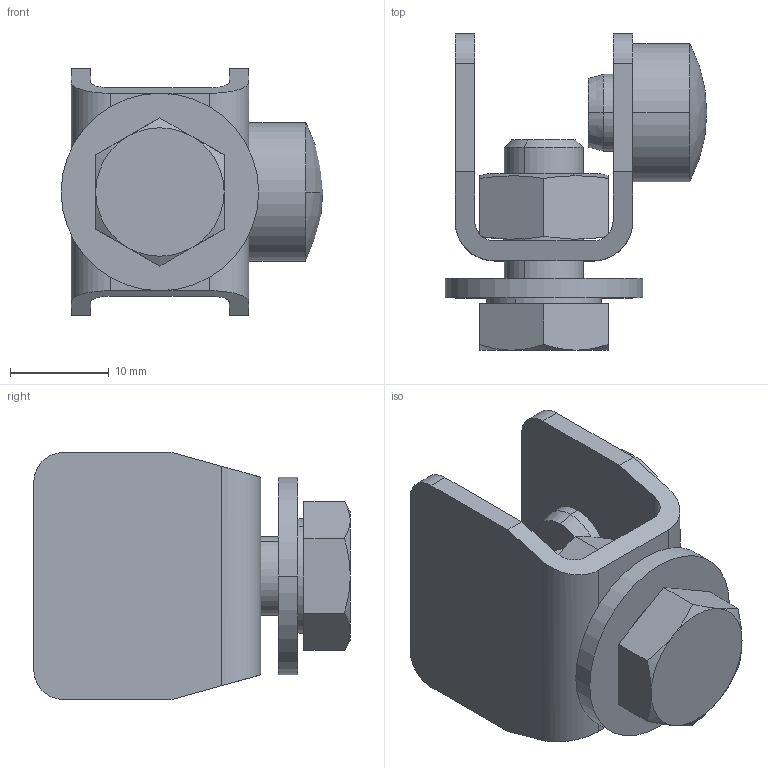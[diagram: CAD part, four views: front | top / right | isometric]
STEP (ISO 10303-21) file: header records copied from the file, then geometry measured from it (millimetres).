
FILE_DESCRIPTION (( 'STEP AP214' ), '1' );
FILE_NAME ('010080.STEP', '2015-07-07T13:21:57', ( '' ), ( '' ), 'SwSTEP 2.0', 'SolidWorks 2014', '' );
FILE_SCHEMA (( 'AUTOMOTIVE_DESIGN' ));
Length unit declared in the file: millimetre
Products named in the file (1): 010080
Bounding box: 26.5 x 32.05 x 25 mm (x, y, z)
Surface area: 5060.8 mm2 (no closed solid volume)
Topology: 0 solids, 8 shells, 63 faces, 172 edges, 117 vertices
Faces by surface type: plane 29, cylinder 18, cone 14, sphere 2
Entity records: 2779 total; most frequent: CARTESIAN_POINT 499, DIRECTION 328, ORIENTED_EDGE 302, EDGE_CURVE 172, AXIS2_PLACEMENT_3D 124, VERTEX_POINT 117, LINE 80, VECTOR 80
